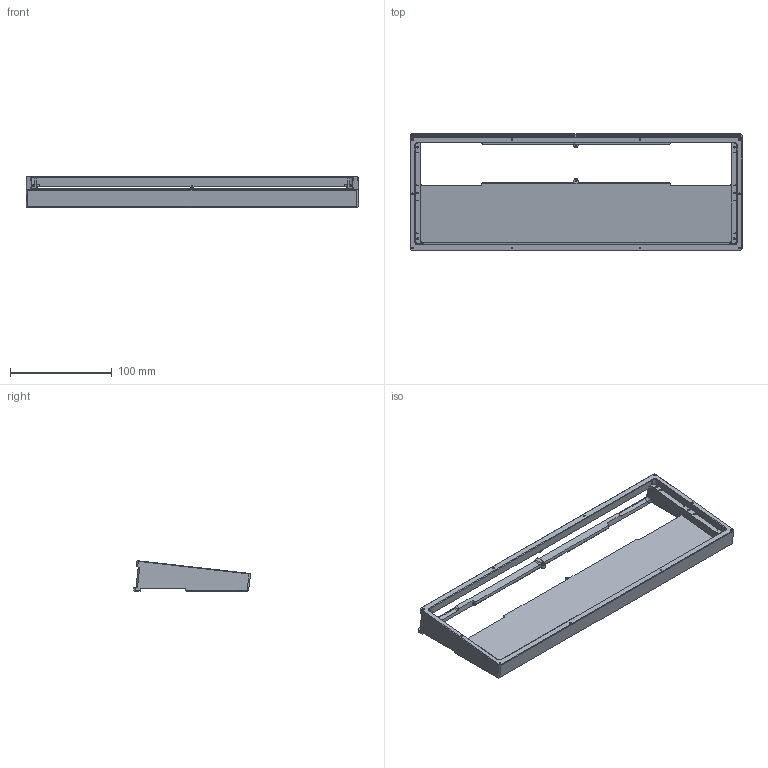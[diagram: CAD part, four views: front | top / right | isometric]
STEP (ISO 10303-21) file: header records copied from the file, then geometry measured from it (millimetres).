
FILE_DESCRIPTION(/* description */ (''),/* implementation_level */ '2;1');
FILE_NAME(/* name */ 'GL516.step',/* time_stamp */ '2022-03-03T11:30:23+09:00',/* author */ (''),/* organization */ (''),/* preprocessor_version */ 'ST-DEVELOPER v18.1',/* originating_system */ 'Autodesk Translation Framework v10.13.0.1454',/* authorisation */ '');
FILE_SCHEMA (('AUTOMOTIVE_DESIGN { 1 0 10303 214 3 1 1 }'));
Length unit declared in the file: millimetre
Products named in the file (1): 65%汎用_r4
Bounding box: 325.75 x 114.74 x 30.03 mm (x, y, z)
Volume: 197268.6 mm3; surface area: 84377.6 mm2
Topology: 1 solids, 1 shells, 212 faces, 536 edges, 351 vertices
Faces by surface type: plane 128, cylinder 77, cone 4, bspline 3
Full cylindrical faces by diameter (mm): 1.7 x28, 11 x2
Entity records: 6450 total; most frequent: CARTESIAN_POINT 1129, DIRECTION 1123, ORIENTED_EDGE 1072, EDGE_CURVE 536, AXIS2_PLACEMENT_3D 379, LINE 365, VECTOR 365, VERTEX_POINT 351
